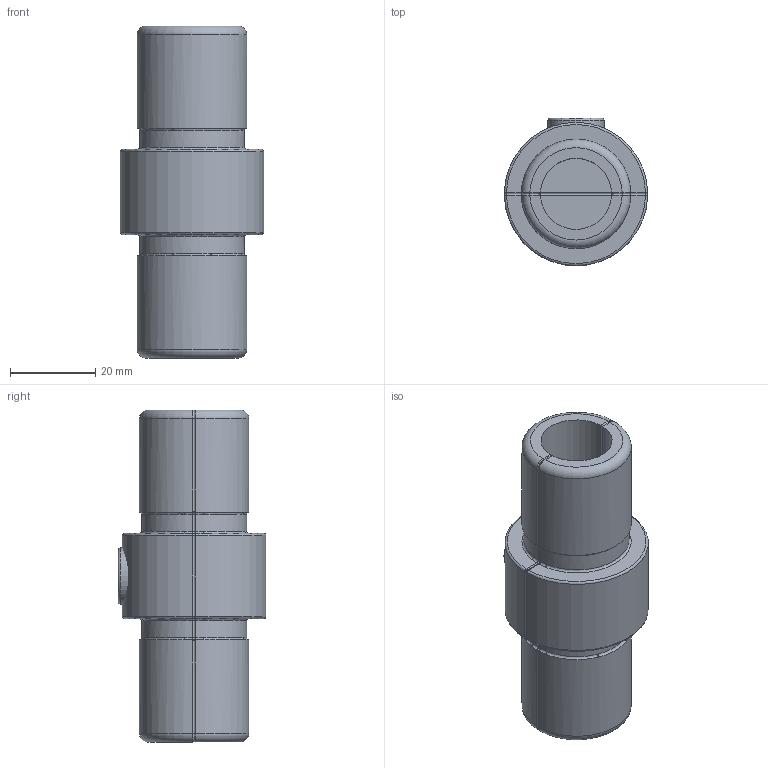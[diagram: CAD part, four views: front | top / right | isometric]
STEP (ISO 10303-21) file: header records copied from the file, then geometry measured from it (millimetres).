
FILE_DESCRIPTION (( 'STEP AP203' ), '1' );
FILE_NAME ('150-B34.STEP', '2023-11-17T07:45:57', ( '' ), ( '' ), 'SwSTEP 2.0', 'SolidWorks 2018', '' );
FILE_SCHEMA (( 'CONFIG_CONTROL_DESIGN' ));
Length unit declared in the file: millimetre
Products named in the file (4): 150-B34 Teil1_150-B34 Teil1; 150-B34; 150-B34 Teil3_150-B34 Teil3; 150-B34 Teil2_150-B34 Teil2
Assembly tree (3 placements, depth 2):
  150-B34
    150-B34 Teil2_150-B34 Teil2
    150-B34 Teil1_150-B34 Teil1
    150-B34 Teil3_150-B34 Teil3
Bounding box: 33.69 x 34.7 x 78 mm (x, y, z)
Volume: 33501.9 mm3; surface area: 15366.5 mm2
Topology: 3 solids, 3 shells, 219 faces, 557 edges, 336 vertices
Faces by surface type: cylinder 87, bspline 66, plane 46, torus 11, sphere 8, cone 1
Full cylindrical faces by diameter (mm): 11.8 x1, 13.16 x1, 15 x1
Entity records: 9705 total; most frequent: CARTESIAN_POINT 4741, ORIENTED_EDGE 1080, DIRECTION 790, EDGE_CURVE 540, VERTEX_POINT 334, AXIS2_PLACEMENT_3D 312, EDGE_LOOP 230, FACE_OUTER_BOUND 225
